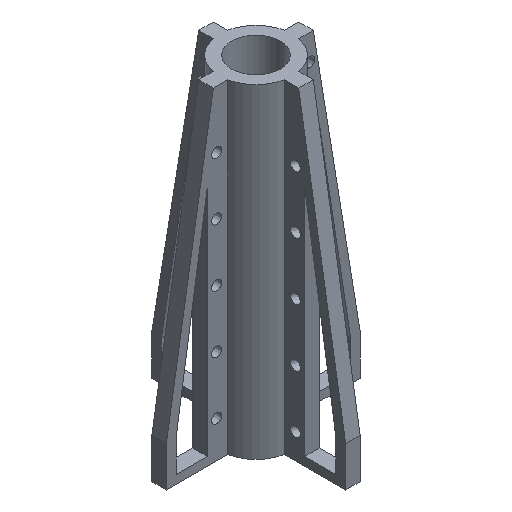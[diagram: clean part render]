
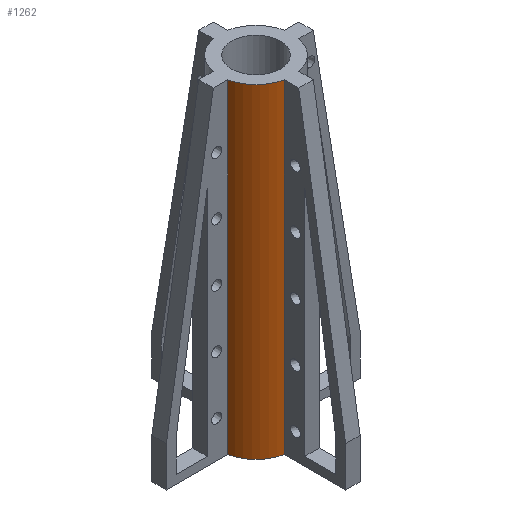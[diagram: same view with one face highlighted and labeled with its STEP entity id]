
A CAD part, isometric view. The second image highlights one B-rep face of the part: STEP entity #1262.
In plain terms, the highlighted cylindrical face has radius 7.5 mm (diameter 15 mm), a partial arc.
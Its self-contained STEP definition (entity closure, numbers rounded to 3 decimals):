
#44=CIRCLE('',#1347,7.5);
#45=CIRCLE('',#1348,7.5);
#52=CYLINDRICAL_SURFACE('',#1346,7.5);
#197=FACE_OUTER_BOUND('',#298,.T.);
#298=EDGE_LOOP('',(#1014,#1015,#1016,#1017));
#365=LINE('',#2429,#467);
#428=LINE('',#7017,#530);
#467=VECTOR('',#1396,10.);
#530=VECTOR('',#1521,10.);
#569=VERTEX_POINT('',#2425);
#571=VERTEX_POINT('',#2428);
#651=VERTEX_POINT('',#7014);
#652=VERTEX_POINT('',#7016);
#692=EDGE_CURVE('',#569,#571,#365,.F.);
#790=EDGE_CURVE('',#651,#569,#44,.T.);
#791=EDGE_CURVE('',#652,#651,#428,.F.);
#792=EDGE_CURVE('',#571,#652,#45,.T.);
#1014=ORIENTED_EDGE('',*,*,#692,.F.);
#1015=ORIENTED_EDGE('',*,*,#790,.F.);
#1016=ORIENTED_EDGE('',*,*,#791,.F.);
#1017=ORIENTED_EDGE('',*,*,#792,.F.);
#1262=ADVANCED_FACE('',(#197),#52,.T.);
#1346=AXIS2_PLACEMENT_3D('',#7013,#1517,#1518);
#1347=AXIS2_PLACEMENT_3D('',#7015,#1519,#1520);
#1348=AXIS2_PLACEMENT_3D('',#7018,#1522,#1523);
#1396=DIRECTION('',(0.,0.,-1.));
#1517=DIRECTION('center_axis',(0.,0.,1.));
#1518=DIRECTION('ref_axis',(1.,0.,0.));
#1519=DIRECTION('center_axis',(0.,0.,-1.));
#1520=DIRECTION('ref_axis',(1.,0.,0.));
#1521=DIRECTION('',(0.,0.,1.));
#1522=DIRECTION('center_axis',(0.,0.,1.));
#1523=DIRECTION('ref_axis',(1.,0.,0.));
#2425=CARTESIAN_POINT('',(-7.348,-1.5,0.));
#2428=CARTESIAN_POINT('',(-7.348,-1.5,67.));
#2429=CARTESIAN_POINT('',(-7.348,-1.5,34.5));
#7013=CARTESIAN_POINT('Origin',(0.,0.,34.5));
#7014=CARTESIAN_POINT('',(-1.5,-7.348,0.));
#7015=CARTESIAN_POINT('Origin',(0.,0.,0.));
#7016=CARTESIAN_POINT('',(-1.5,-7.348,67.));
#7017=CARTESIAN_POINT('',(-1.5,-7.348,34.5));
#7018=CARTESIAN_POINT('Origin',(0.,0.,67.));
